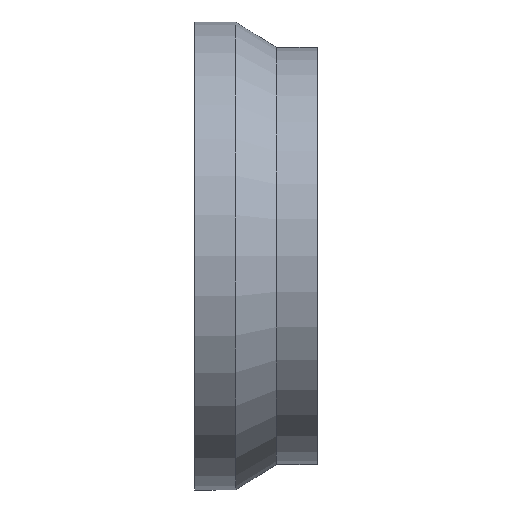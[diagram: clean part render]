
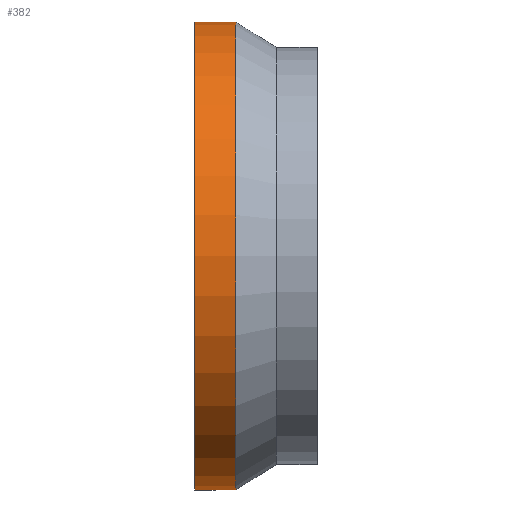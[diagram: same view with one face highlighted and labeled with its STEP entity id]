
A CAD part, top view. The second image highlights one B-rep face of the part: STEP entity #382.
In plain terms, the highlighted cylindrical face has radius 57.15 mm (diameter 114.3 mm), a partial arc.
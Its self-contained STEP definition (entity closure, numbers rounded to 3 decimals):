
#16 = VECTOR ( 'NONE', #55, 1000. ) ;
#23 = CYLINDRICAL_SURFACE ( 'NONE', #123, 57.15 ) ;
#26 = EDGE_CURVE ( 'NONE', #373, #93, #292, .T. ) ;
#27 = DIRECTION ( 'NONE',  ( 0., 1., 0. ) ) ;
#33 = AXIS2_PLACEMENT_3D ( 'NONE', #239, #73, #79 ) ;
#35 = VERTEX_POINT ( 'NONE', #256 ) ;
#52 = CARTESIAN_POINT ( 'NONE',  ( 10., 57.15, 0. ) ) ;
#55 = DIRECTION ( 'NONE',  ( 1., 0., 0. ) ) ;
#58 = CARTESIAN_POINT ( 'NONE',  ( 10., 0., 0. ) ) ;
#63 = VERTEX_POINT ( 'NONE', #229 ) ;
#73 = DIRECTION ( 'NONE',  ( 1., 0., 0. ) ) ;
#79 = DIRECTION ( 'NONE',  ( 0., 1., 0. ) ) ;
#82 = CARTESIAN_POINT ( 'NONE',  ( 241.84, -57.15, 0. ) ) ;
#93 = VERTEX_POINT ( 'NONE', #125 ) ;
#120 = CARTESIAN_POINT ( 'NONE',  ( 241.84, 57.15, 0. ) ) ;
#123 = AXIS2_PLACEMENT_3D ( 'NONE', #216, #397, #245 ) ;
#125 = CARTESIAN_POINT ( 'NONE',  ( 10., -57.15, 0. ) ) ;
#129 = EDGE_LOOP ( 'NONE', ( #264, #297, #243, #268 ) ) ;
#216 = CARTESIAN_POINT ( 'NONE',  ( 241.84, 0., 0. ) ) ;
#219 = AXIS2_PLACEMENT_3D ( 'NONE', #58, #311, #27 ) ;
#222 = EDGE_CURVE ( 'NONE', #63, #93, #354, .T. ) ;
#229 = CARTESIAN_POINT ( 'NONE',  ( 0., -57.15, 0. ) ) ;
#239 = CARTESIAN_POINT ( 'NONE',  ( 0., 0., 0. ) ) ;
#243 = ORIENTED_EDGE ( 'NONE', *, *, #26, .F. ) ;
#245 = DIRECTION ( 'NONE',  ( 0., 1., 0. ) ) ;
#256 = CARTESIAN_POINT ( 'NONE',  ( 0., 57.15, 0. ) ) ;
#264 = ORIENTED_EDGE ( 'NONE', *, *, #343, .T. ) ;
#268 = ORIENTED_EDGE ( 'NONE', *, *, #374, .F. ) ;
#292 = CIRCLE ( 'NONE', #219, 57.15 ) ;
#297 = ORIENTED_EDGE ( 'NONE', *, *, #222, .T. ) ;
#306 = FACE_OUTER_BOUND ( 'NONE', #129, .T. ) ;
#311 = DIRECTION ( 'NONE',  ( 1., 0., 0. ) ) ;
#324 = CIRCLE ( 'NONE', #33, 57.15 ) ;
#343 = EDGE_CURVE ( 'NONE', #35, #63, #324, .T. ) ;
#354 = LINE ( 'NONE', #82, #402 ) ;
#373 = VERTEX_POINT ( 'NONE', #52 ) ;
#374 = EDGE_CURVE ( 'NONE', #35, #373, #403, .T. ) ;
#382 = ADVANCED_FACE ( 'NONE', ( #306 ), #23, .T. ) ;
#393 = DIRECTION ( 'NONE',  ( 1., 0., 0. ) ) ;
#397 = DIRECTION ( 'NONE',  ( 1., 0., 0. ) ) ;
#402 = VECTOR ( 'NONE', #393, 1000. ) ;
#403 = LINE ( 'NONE', #120, #16 ) ;
